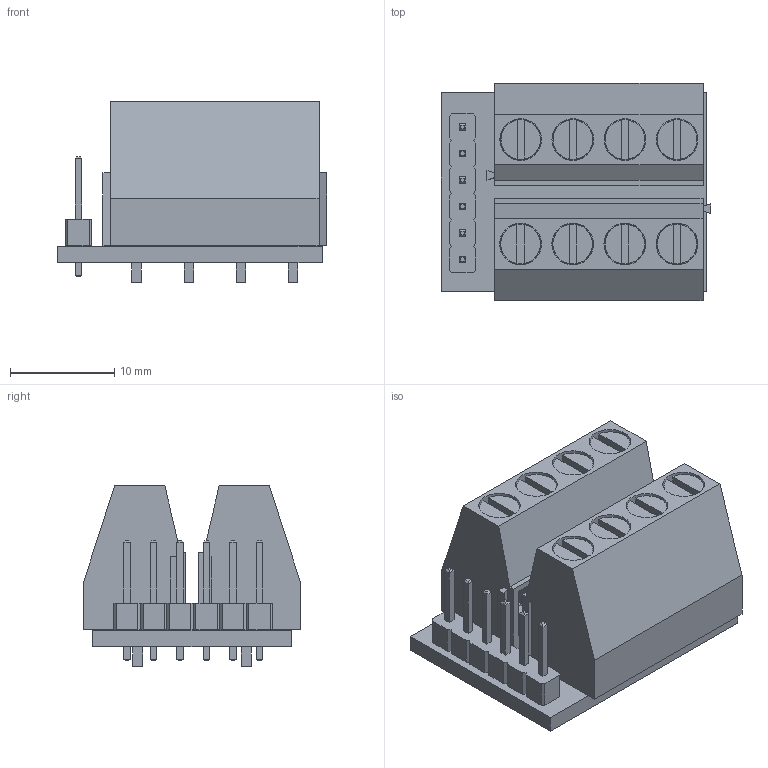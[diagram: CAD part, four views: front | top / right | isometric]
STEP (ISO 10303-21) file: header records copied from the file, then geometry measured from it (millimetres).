
FILE_DESCRIPTION(('KiCad electronic assembly'),'2;1');
FILE_NAME('RavenCircuit (1).step','2024-07-27T15:45:40',('Pcbnew'),( 'Kicad'),'Open CASCADE STEP processor 7.8','KiCad to STEP converter' ,'Unknown');
FILE_SCHEMA(('AUTOMOTIVE_DESIGN { 1 0 10303 214 1 1 1 1 }'));
Length unit declared in the file: millimetre
Products named in the file (6): RavenCircuit (1) 1; TerminalBlock_Phoenix_MKDS-1,5-4_1x04_P5.00mm_Horizontal; TerminalBlock_Phoenix_MKDS_15_4_1x04_P500mm_Horizontal; PinHeader_1x06_P2.54mm_Vertical; PinHeader_1x06_P254mm_Vertical; _autosave-RavenCircuit (1)_PCB
Assembly tree (6 placements, depth 3):
  RavenCircuit (1) 1
    TerminalBlock_Phoenix_MKDS-1,5-4_1x04_P5.00mm_Horizontal  x2
      TerminalBlock_Phoenix_MKDS_15_4_1x04_P500mm_Horizontal
    PinHeader_1x06_P2.54mm_Vertical
      PinHeader_1x06_P254mm_Vertical
    _autosave-RavenCircuit (1)_PCB
Bounding box: 25.85 x 20.81 x 17.3 mm (x, y, z)
Volume: 4868.7 mm3; surface area: 6348.6 mm2
Topology: 4 solids, 4 shells, 490 faces, 1218 edges, 764 vertices
Faces by surface type: plane 428, bspline 32, cylinder 30
Full cylindrical faces by diameter (mm): 1 x6, 1.3 x8, 3.8 x8, 4 x8
Entity records: 11845 total; most frequent: CARTESIAN_POINT 1723, ORIENTED_EDGE 1626, DIRECTION 1545, EDGE_CURVE 813, LINE 689, VECTOR 689, VERTEX_POINT 510, AXIS2_PLACEMENT_3D 428
